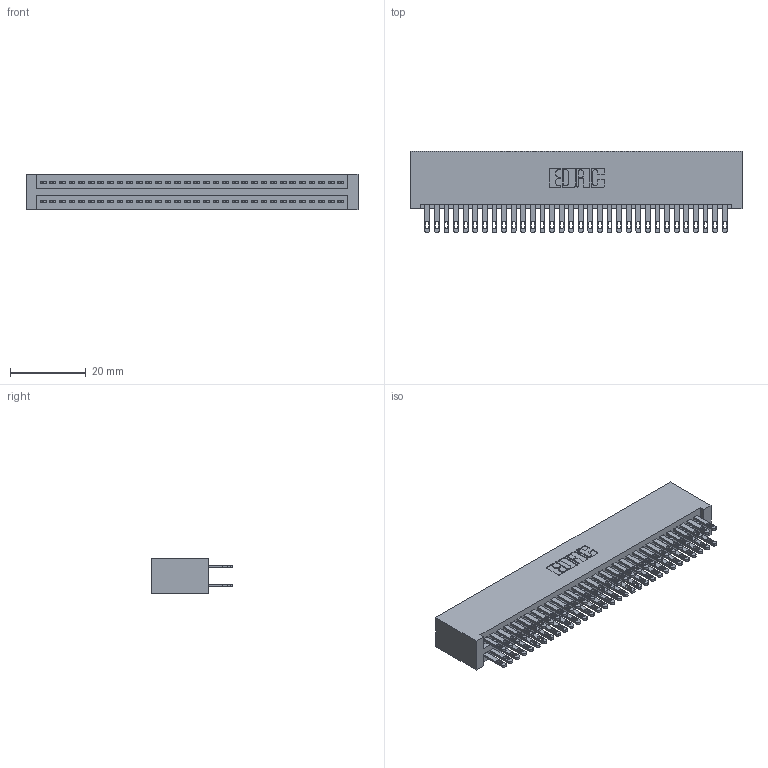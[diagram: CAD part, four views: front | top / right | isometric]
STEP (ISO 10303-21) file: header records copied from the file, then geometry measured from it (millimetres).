
FILE_DESCRIPTION (( 'STEP AP203' ), '1' );
FILE_NAME ('895-064-500-201.STEP', '2020-09-28T09:32:02', ( '' ), ( '' ), 'SwSTEP 2.0', 'SolidWorks 2020', '' );
FILE_SCHEMA (( 'CONFIG_CONTROL_DESIGN' ));
Length unit declared in the file: inch
Products named in the file (3): 845 Part_No Mounting Lugs; 895-064-500-201; 345-292-001_345-293-100
Assembly tree (65 placements, depth 2):
  895-064-500-201
    845 Part_No Mounting Lugs
    345-292-001_345-293-100  x64
Bounding box: 87.88 x 21.51 x 9.4 mm (x, y, z)
Volume: 9255.8 mm3; surface area: 14444 mm2
Topology: 65 solids, 65 shells, 3062 faces, 9341 edges, 6226 vertices
Faces by surface type: plane 1804, cylinder 1258
Entity records: 26107 total; most frequent: CARTESIAN_POINT 4384, ORIENTED_EDGE 4318, DIRECTION 3875, EDGE_CURVE 2159, LINE 1903, VECTOR 1903, VERTEX_POINT 1438, AXIS2_PLACEMENT_3D 986
